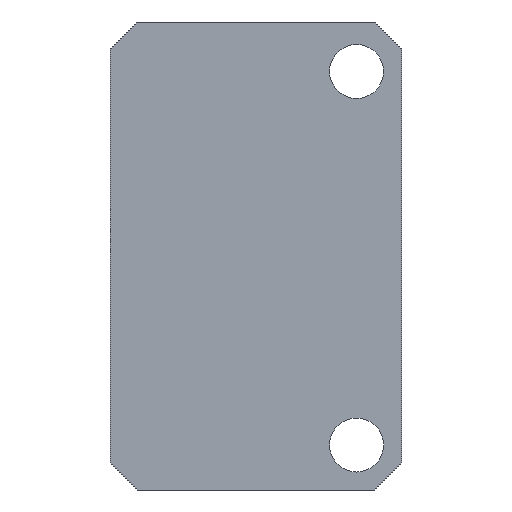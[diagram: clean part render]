
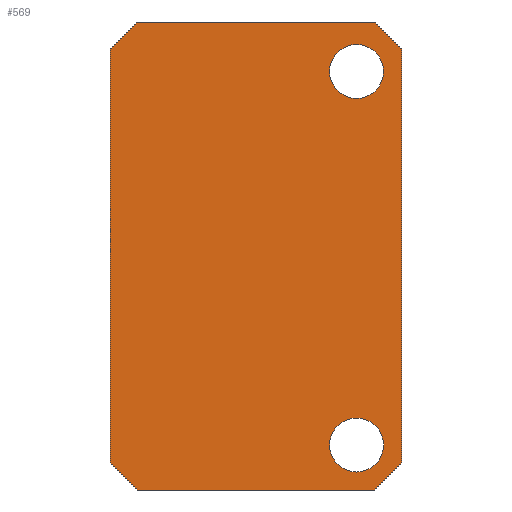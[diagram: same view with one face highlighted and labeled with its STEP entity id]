
A CAD part, left-side view. The second image highlights one B-rep face of the part: STEP entity #569.
In plain terms, the highlighted planar face has unit normal (-1, 0, 0).
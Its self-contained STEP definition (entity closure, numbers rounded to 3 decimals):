
#28=DIRECTION('',(0.,1.,0.));
#29=VECTOR('',#28,26.348);
#30=CARTESIAN_POINT('',(3.5,-279.348,974.25));
#31=LINE('',#30,#29);
#43=DIRECTION('',(0.,0.707,-0.707));
#44=VECTOR('',#43,4.243);
#45=CARTESIAN_POINT('',(3.5,-253.,1026.25));
#46=LINE('',#45,#44);
#57=DIRECTION('',(0.,0.,1.));
#58=VECTOR('',#57,46.);
#59=CARTESIAN_POINT('',(3.5,-250.,977.25));
#60=LINE('',#59,#58);
#71=DIRECTION('',(0.,-0.707,-0.707));
#72=VECTOR('',#71,4.243);
#73=CARTESIAN_POINT('',(3.5,-250.,977.25));
#74=LINE('',#73,#72);
#189=DIRECTION('',(0.,-0.707,0.707));
#190=VECTOR('',#189,4.243);
#191=CARTESIAN_POINT('',(3.5,-279.348,974.25));
#192=LINE('',#191,#190);
#203=DIRECTION('',(0.,0.,-1.));
#204=VECTOR('',#203,46.);
#205=CARTESIAN_POINT('',(3.5,-282.348,1023.25));
#206=LINE('',#205,#204);
#217=DIRECTION('',(0.,0.707,0.707));
#218=VECTOR('',#217,4.243);
#219=CARTESIAN_POINT('',(3.5,-282.348,1023.25));
#220=LINE('',#219,#218);
#231=DIRECTION('',(0.,-1.,0.));
#232=VECTOR('',#231,26.348);
#233=CARTESIAN_POINT('',(3.5,-253.,1026.25));
#234=LINE('',#233,#232);
#245=CARTESIAN_POINT('',(3.5,-277.348,1020.75));
#246=DIRECTION('',(1.,0.,0.));
#247=DIRECTION('',(0.,-1.,0.));
#248=AXIS2_PLACEMENT_3D('',#245,#246,#247);
#260=CARTESIAN_POINT('',(3.5,-277.348,1020.75));
#261=DIRECTION('',(1.,0.,0.));
#262=DIRECTION('',(0.,1.,0.));
#263=AXIS2_PLACEMENT_3D('',#260,#261,#262);
#413=CARTESIAN_POINT('',(3.5,-277.348,979.25));
#414=DIRECTION('',(1.,0.,0.));
#415=DIRECTION('',(0.,-1.,0.));
#416=AXIS2_PLACEMENT_3D('',#413,#414,#415);
#428=CARTESIAN_POINT('',(3.5,-277.348,979.25));
#429=DIRECTION('',(1.,0.,0.));
#430=DIRECTION('',(0.,1.,0.));
#431=AXIS2_PLACEMENT_3D('',#428,#429,#430);
#495=CARTESIAN_POINT('',(3.5,-280.348,979.25));
#496=CARTESIAN_POINT('',(3.5,-274.348,979.25));
#497=VERTEX_POINT('',#495);
#498=VERTEX_POINT('',#496);
#499=CARTESIAN_POINT('',(3.5,-280.348,1020.75));
#500=CARTESIAN_POINT('',(3.5,-274.348,1020.75));
#501=VERTEX_POINT('',#499);
#502=VERTEX_POINT('',#500);
#503=CARTESIAN_POINT('',(3.5,-253.,1026.25));
#504=CARTESIAN_POINT('',(3.5,-250.,1023.25));
#505=VERTEX_POINT('',#503);
#506=VERTEX_POINT('',#504);
#507=CARTESIAN_POINT('',(3.5,-250.,977.25));
#508=VERTEX_POINT('',#507);
#509=CARTESIAN_POINT('',(3.5,-253.,974.25));
#510=VERTEX_POINT('',#509);
#511=CARTESIAN_POINT('',(3.5,-279.348,974.25));
#512=VERTEX_POINT('',#511);
#513=CARTESIAN_POINT('',(3.5,-282.348,977.25));
#514=VERTEX_POINT('',#513);
#515=CARTESIAN_POINT('',(3.5,-282.348,1023.25));
#516=VERTEX_POINT('',#515);
#517=CARTESIAN_POINT('',(3.5,-279.348,1026.25));
#518=VERTEX_POINT('',#517);
#535=CARTESIAN_POINT('',(3.5,0.,0.));
#536=DIRECTION('',(1.,0.,0.));
#537=DIRECTION('',(0.,1.,0.));
#538=AXIS2_PLACEMENT_3D('',#535,#536,#537);
#539=PLANE('',#538);
#541=ORIENTED_EDGE('',*,*,#540,.F.);
#543=ORIENTED_EDGE('',*,*,#542,.T.);
#545=ORIENTED_EDGE('',*,*,#544,.F.);
#547=ORIENTED_EDGE('',*,*,#546,.T.);
#549=ORIENTED_EDGE('',*,*,#548,.F.);
#550=ORIENTED_EDGE('',*,*,#524,.T.);
#552=ORIENTED_EDGE('',*,*,#551,.F.);
#554=ORIENTED_EDGE('',*,*,#553,.T.);
#555=EDGE_LOOP('',(#541,#543,#545,#547,#549,#550,#552,#554));
#556=FACE_OUTER_BOUND('',#555,.F.);
#558=ORIENTED_EDGE('',*,*,#557,.F.);
#560=ORIENTED_EDGE('',*,*,#559,.F.);
#561=EDGE_LOOP('',(#558,#560));
#562=FACE_BOUND('',#561,.F.);
#564=ORIENTED_EDGE('',*,*,#563,.F.);
#566=ORIENTED_EDGE('',*,*,#565,.F.);
#567=EDGE_LOOP('',(#564,#566));
#568=FACE_BOUND('',#567,.F.);
#249=CIRCLE('',#248,3.);
#264=CIRCLE('',#263,3.);
#417=CIRCLE('',#416,3.);
#432=CIRCLE('',#431,3.);
#524=EDGE_CURVE('',#512,#510,#31,.T.);
#540=EDGE_CURVE('',#505,#506,#46,.T.);
#542=EDGE_CURVE('',#505,#518,#234,.T.);
#544=EDGE_CURVE('',#516,#518,#220,.T.);
#546=EDGE_CURVE('',#516,#514,#206,.T.);
#548=EDGE_CURVE('',#512,#514,#192,.T.);
#551=EDGE_CURVE('',#508,#510,#74,.T.);
#553=EDGE_CURVE('',#508,#506,#60,.T.);
#557=EDGE_CURVE('',#501,#502,#249,.T.);
#559=EDGE_CURVE('',#502,#501,#264,.T.);
#563=EDGE_CURVE('',#497,#498,#417,.T.);
#565=EDGE_CURVE('',#498,#497,#432,.T.);
#569=ADVANCED_FACE('',(#556,#562,#568),#539,.F.);
